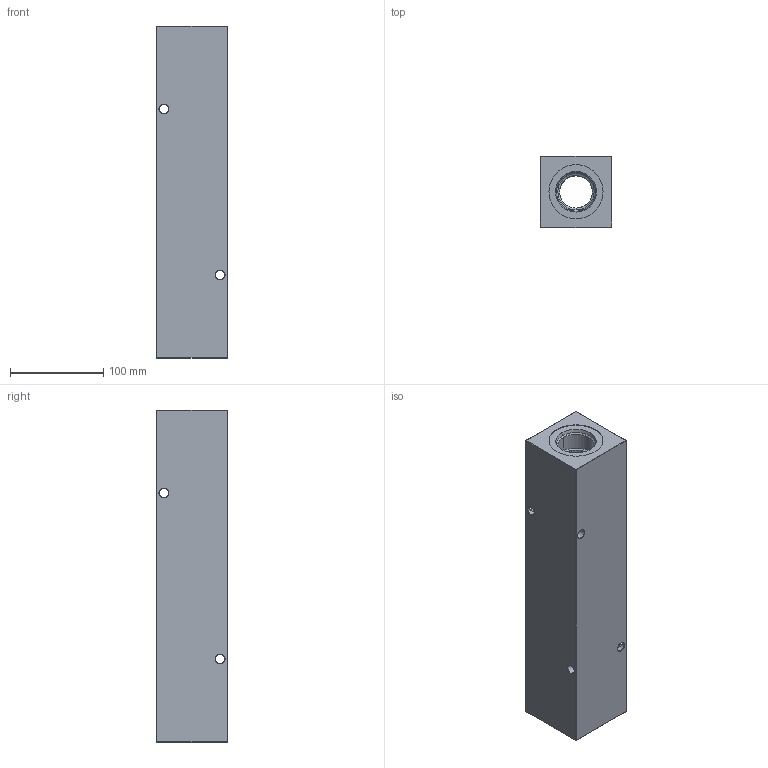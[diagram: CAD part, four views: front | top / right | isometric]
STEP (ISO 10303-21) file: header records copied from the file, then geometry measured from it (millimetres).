
FILE_DESCRIPTION (( 'STEP AP203' ), '1' );
FILE_NAME ('HM-4-90-S-20-20.STEP', '2020-11-09T23:45:05', ( '' ), ( '' ), 'SwSTEP 2.0', 'SolidWorks 2019', '' );
FILE_SCHEMA (( 'CONFIG_CONTROL_DESIGN' ));
Length unit declared in the file: inch
Products named in the file (1): HM-4-90-S-20-20
Bounding box: 76.2 x 76.2 x 355.6 mm (x, y, z)
Volume: 1452781.4 mm3; surface area: 169615.2 mm2
Topology: 1 solids, 1 shells, 638 faces, 1648 edges, 1058 vertices
Faces by surface type: plane 253, bspline 207, cylinder 90, cone 88
Entity records: 30187 total; most frequent: CARTESIAN_POINT 16096, ORIENTED_EDGE 3296, DIRECTION 2180, EDGE_CURVE 1648, VERTEX_POINT 1058, LINE 896, VECTOR 896, EDGE_LOOP 714
